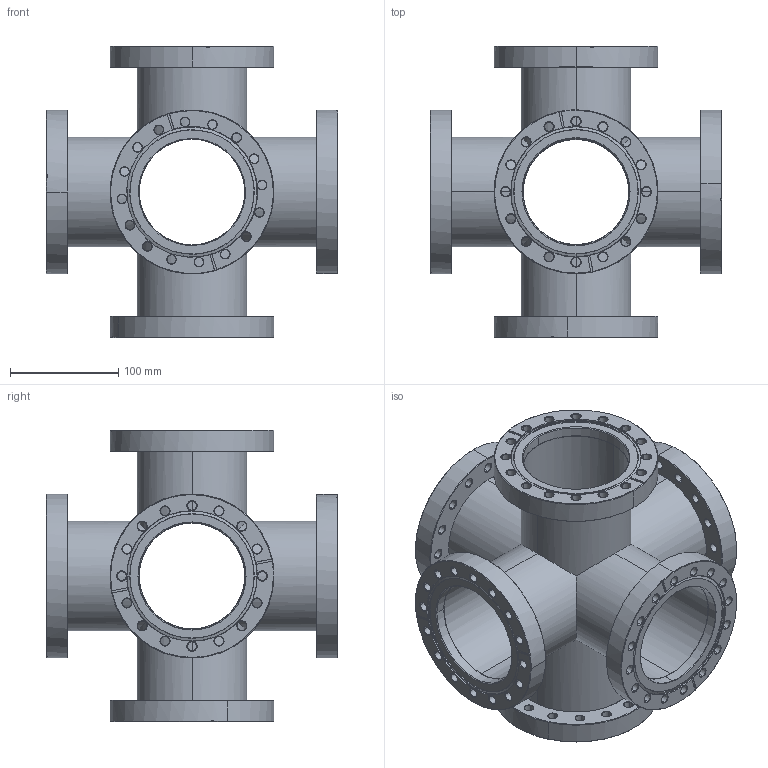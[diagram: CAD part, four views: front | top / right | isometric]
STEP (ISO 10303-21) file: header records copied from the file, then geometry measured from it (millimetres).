
FILE_DESCRIPTION (( 'STEP AP214' ), '1' );
FILE_NAME ('Hositrad_FX6-100-100R-Cross.STEP', '2013-03-26T14:04:17', ( '' ), ( '' ), 'SwSTEP 2.0', 'SolidWorks 2013', '' );
FILE_SCHEMA (( 'AUTOMOTIVE_DESIGN' ));
Length unit declared in the file: millimetre
Products named in the file (6): FX6-101.6-tube; NW100CF-R-Outerring_CF100-108; Hositrad_FX6-100-100R-Cross; NW100CF-R-InnerWeld_CF100-102; NW100CF-weld_CF100-102; NW100CF-R-Weld
Assembly tree (9 placements, depth 3):
  Hositrad_FX6-100-100R-Cross
    FX6-101.6-tube
    NW100CF-weld_CF100-102  x3
    NW100CF-R-Weld  x3
      NW100CF-R-Outerring_CF100-108
      NW100CF-R-InnerWeld_CF100-102
Bounding box: 269.8 x 269.8 x 269.8 mm (x, y, z)
Volume: 1355493.7 mm3; surface area: 599028.4 mm2
Topology: 10 solids, 10 shells, 840 faces, 2017 edges, 1175 vertices
Faces by surface type: cone 480, cylinder 276, plane 78, torus 6
Entity records: 9891 total; most frequent: DIRECTION 1693, CARTESIAN_POINT 1623, ORIENTED_EDGE 1462, EDGE_CURVE 731, AXIS2_PLACEMENT_3D 699, VERTEX_POINT 429, CIRCLE 386, EDGE_LOOP 370
